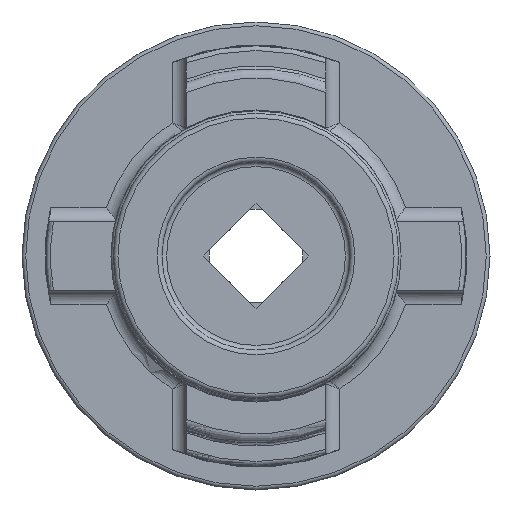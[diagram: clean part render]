
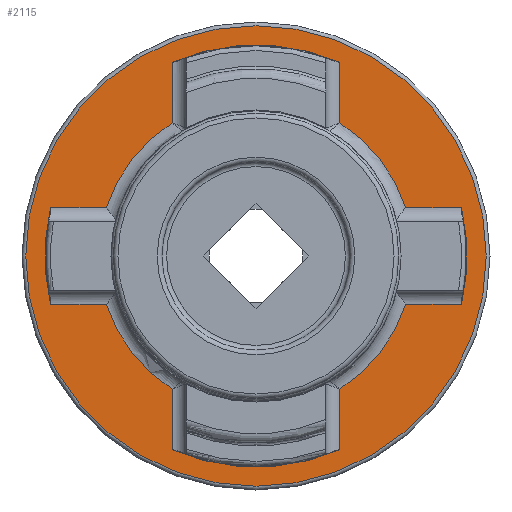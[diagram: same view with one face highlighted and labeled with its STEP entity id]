
A CAD part, left-side view. The second image highlights one B-rep face of the part: STEP entity #2115.
In plain terms, the highlighted planar face has unit normal (-1, 0, 0).
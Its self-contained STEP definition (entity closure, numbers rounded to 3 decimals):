
#18 = DIRECTION ( 'NONE',  ( 0., 0., -1. ) ) ;
#57 = DIRECTION ( 'NONE',  ( 1., 0., 0. ) ) ;
#59 = CARTESIAN_POINT ( 'NONE',  ( 34.5, 22.55, 5.175 ) ) ;
#63 = VECTOR ( 'NONE', #2080, 1000. ) ;
#66 = CIRCLE ( 'NONE', #2241, 22.55 ) ;
#76 = AXIS2_PLACEMENT_3D ( 'NONE', #2663, #1589, #18 ) ;
#103 = EDGE_CURVE ( 'NONE', #3426, #1045, #191, .T. ) ;
#106 = CARTESIAN_POINT ( 'NONE',  ( 34.5, 0., 0. ) ) ;
#154 = LINE ( 'NONE', #2177, #1253 ) ;
#166 = DIRECTION ( 'NONE',  ( 0., 0., 1. ) ) ;
#191 = LINE ( 'NONE', #241, #2906 ) ;
#194 = LINE ( 'NONE', #2939, #2213 ) ;
#198 = EDGE_CURVE ( 'NONE', #303, #303, #2872, .T. ) ;
#241 = CARTESIAN_POINT ( 'NONE',  ( 34.5, 8.95, 0. ) ) ;
#303 = VERTEX_POINT ( 'NONE', #1454 ) ;
#304 = CARTESIAN_POINT ( 'NONE',  ( 34.5, 21.948, 5.175 ) ) ;
#325 = CARTESIAN_POINT ( 'NONE',  ( 34.5, -8.95, -14.218 ) ) ;
#372 = DIRECTION ( 'NONE',  ( -1., 0., 0. ) ) ;
#420 = DIRECTION ( 'NONE',  ( -1., 0., 0. ) ) ;
#423 = CARTESIAN_POINT ( 'NONE',  ( 34.5, 0., 0. ) ) ;
#442 = LINE ( 'NONE', #3360, #2586 ) ;
#443 = EDGE_CURVE ( 'NONE', #2284, #2834, #442, .T. ) ;
#454 = VERTEX_POINT ( 'NONE', #1225 ) ;
#525 = DIRECTION ( 'NONE',  ( 0., 0., -1. ) ) ;
#551 = DIRECTION ( 'NONE',  ( -1., 0., 0. ) ) ;
#609 = DIRECTION ( 'NONE',  ( 0., 1., 0. ) ) ;
#619 = CIRCLE ( 'NONE', #2278, 16.8 ) ;
#626 = DIRECTION ( 'NONE',  ( 0., 0., -1. ) ) ;
#712 = PLANE ( 'NONE',  #800 ) ;
#751 = ORIENTED_EDGE ( 'NONE', *, *, #1536, .T. ) ;
#780 = EDGE_CURVE ( 'NONE', #2815, #3255, #1825, .T. ) ;
#784 = ORIENTED_EDGE ( 'NONE', *, *, #2255, .F. ) ;
#800 = AXIS2_PLACEMENT_3D ( 'NONE', #1791, #2367, #2486 ) ;
#815 = ORIENTED_EDGE ( 'NONE', *, *, #780, .T. ) ;
#819 = CARTESIAN_POINT ( 'NONE',  ( 34.5, 21.948, -5.175 ) ) ;
#876 = ORIENTED_EDGE ( 'NONE', *, *, #1837, .F. ) ;
#882 = DIRECTION ( 'NONE',  ( 0., 0., 1. ) ) ;
#885 = DIRECTION ( 'NONE',  ( 1., 0., 0. ) ) ;
#894 = CARTESIAN_POINT ( 'NONE',  ( 34.5, -14.852, -5.175 ) ) ;
#916 = CARTESIAN_POINT ( 'NONE',  ( 34.5, 0., 0. ) ) ;
#934 = ORIENTED_EDGE ( 'NONE', *, *, #103, .T. ) ;
#953 = VERTEX_POINT ( 'NONE', #2976 ) ;
#956 = CIRCLE ( 'NONE', #76, 16.8 ) ;
#970 = ORIENTED_EDGE ( 'NONE', *, *, #2908, .T. ) ;
#1012 = CARTESIAN_POINT ( 'NONE',  ( 34.5, 8.95, -20.698 ) ) ;
#1045 = VERTEX_POINT ( 'NONE', #2791 ) ;
#1069 = CIRCLE ( 'NONE', #1512, 16.8 ) ;
#1095 = ORIENTED_EDGE ( 'NONE', *, *, #1705, .F. ) ;
#1098 = DIRECTION ( 'NONE',  ( 0., 0., 1. ) ) ;
#1138 = CARTESIAN_POINT ( 'NONE',  ( 34.5, 0., 0. ) ) ;
#1161 = FACE_BOUND ( 'NONE', #1930, .T. ) ;
#1170 = EDGE_CURVE ( 'NONE', #953, #3426, #2403, .T. ) ;
#1174 = CARTESIAN_POINT ( 'NONE',  ( 34.5, -8.95, 13.364 ) ) ;
#1225 = CARTESIAN_POINT ( 'NONE',  ( 34.5, -8.95, 14.218 ) ) ;
#1229 = ORIENTED_EDGE ( 'NONE', *, *, #1636, .T. ) ;
#1239 = VERTEX_POINT ( 'NONE', #304 ) ;
#1253 = VECTOR ( 'NONE', #2191, 1000. ) ;
#1254 = AXIS2_PLACEMENT_3D ( 'NONE', #1899, #551, #1334 ) ;
#1334 = DIRECTION ( 'NONE',  ( 0., 0., 1. ) ) ;
#1418 = DIRECTION ( 'NONE',  ( -1., 0., 0. ) ) ;
#1421 = EDGE_LOOP ( 'NONE', ( #2114 ) ) ;
#1441 = DIRECTION ( 'NONE',  ( 0., 0., 1. ) ) ;
#1454 = CARTESIAN_POINT ( 'NONE',  ( 34.5, 0., 24.6 ) ) ;
#1512 = AXIS2_PLACEMENT_3D ( 'NONE', #1629, #2704, #525 ) ;
#1527 = VERTEX_POINT ( 'NONE', #2701 ) ;
#1536 = EDGE_CURVE ( 'NONE', #1239, #953, #2260, .T. ) ;
#1552 = AXIS2_PLACEMENT_3D ( 'NONE', #1654, #372, #1098 ) ;
#1589 = DIRECTION ( 'NONE',  ( 1., 0., 0. ) ) ;
#1591 = VERTEX_POINT ( 'NONE', #325 ) ;
#1609 = EDGE_CURVE ( 'NONE', #1991, #3272, #154, .T. ) ;
#1612 = DIRECTION ( 'NONE',  ( 0., -1., 0. ) ) ;
#1629 = CARTESIAN_POINT ( 'NONE',  ( 34.5, 0., 0. ) ) ;
#1636 = EDGE_CURVE ( 'NONE', #1984, #454, #2591, .T. ) ;
#1654 = CARTESIAN_POINT ( 'NONE',  ( 34.5, 0., 0. ) ) ;
#1675 = DIRECTION ( 'NONE',  ( 0., 0., -1. ) ) ;
#1681 = CARTESIAN_POINT ( 'NONE',  ( 34.5, -21.948, 5.175 ) ) ;
#1705 = EDGE_CURVE ( 'NONE', #1984, #1045, #66, .T. ) ;
#1709 = ORIENTED_EDGE ( 'NONE', *, *, #2013, .T. ) ;
#1711 = CARTESIAN_POINT ( 'NONE',  ( 34.5, 8.95, 14.218 ) ) ;
#1791 = CARTESIAN_POINT ( 'NONE',  ( 34.5, 22.55, 0. ) ) ;
#1794 = CARTESIAN_POINT ( 'NONE',  ( 34.5, -15.983, 5.175 ) ) ;
#1825 = LINE ( 'NONE', #894, #1959 ) ;
#1837 = EDGE_CURVE ( 'NONE', #2815, #2834, #2759, .T. ) ;
#1895 = ORIENTED_EDGE ( 'NONE', *, *, #3385, .T. ) ;
#1899 = CARTESIAN_POINT ( 'NONE',  ( 34.5, 0., 0. ) ) ;
#1911 = ORIENTED_EDGE ( 'NONE', *, *, #1609, .T. ) ;
#1930 = EDGE_LOOP ( 'NONE', ( #1095, #1229, #1895, #2736, #876, #815, #1709, #2779, #784, #2634, #970, #1911, #2490, #751, #2774, #934 ) ) ;
#1959 = VECTOR ( 'NONE', #609, 1000. ) ;
#1984 = VERTEX_POINT ( 'NONE', #2963 ) ;
#1991 = VERTEX_POINT ( 'NONE', #2384 ) ;
#1998 = CARTESIAN_POINT ( 'NONE',  ( 34.5, -21.948, -5.175 ) ) ;
#2010 = VECTOR ( 'NONE', #1675, 1000. ) ;
#2013 = EDGE_CURVE ( 'NONE', #3255, #1591, #956, .T. ) ;
#2058 = LINE ( 'NONE', #2613, #63 ) ;
#2080 = DIRECTION ( 'NONE',  ( 0., 0., -1. ) ) ;
#2114 = ORIENTED_EDGE ( 'NONE', *, *, #198, .T. ) ;
#2115 = ADVANCED_FACE ( 'NONE', ( #2664, #1161 ), #712, .F. ) ;
#2167 = VERTEX_POINT ( 'NONE', #3171 ) ;
#2177 = CARTESIAN_POINT ( 'NONE',  ( 34.5, 22.55, -5.175 ) ) ;
#2191 = DIRECTION ( 'NONE',  ( 0., 1., 0. ) ) ;
#2213 = VECTOR ( 'NONE', #3208, 1000. ) ;
#2241 = AXIS2_PLACEMENT_3D ( 'NONE', #106, #2483, #882 ) ;
#2255 = EDGE_CURVE ( 'NONE', #3035, #2167, #3294, .T. ) ;
#2260 = LINE ( 'NONE', #59, #2764 ) ;
#2278 = AXIS2_PLACEMENT_3D ( 'NONE', #423, #885, #3288 ) ;
#2282 = EDGE_CURVE ( 'NONE', #3035, #1527, #194, .T. ) ;
#2284 = VERTEX_POINT ( 'NONE', #1794 ) ;
#2293 = AXIS2_PLACEMENT_3D ( 'NONE', #1138, #1418, #1441 ) ;
#2367 = DIRECTION ( 'NONE',  ( 1., 0., 0. ) ) ;
#2384 = CARTESIAN_POINT ( 'NONE',  ( 34.5, 15.983, -5.175 ) ) ;
#2403 = CIRCLE ( 'NONE', #2651, 16.8 ) ;
#2483 = DIRECTION ( 'NONE',  ( -1., 0., 0. ) ) ;
#2486 = DIRECTION ( 'NONE',  ( 0., 0., -1. ) ) ;
#2490 = ORIENTED_EDGE ( 'NONE', *, *, #2790, .F. ) ;
#2586 = VECTOR ( 'NONE', #3103, 1000. ) ;
#2591 = LINE ( 'NONE', #1174, #2010 ) ;
#2613 = CARTESIAN_POINT ( 'NONE',  ( 34.5, -8.95, -21.284 ) ) ;
#2621 = DIRECTION ( 'NONE',  ( 0., 0., 1. ) ) ;
#2634 = ORIENTED_EDGE ( 'NONE', *, *, #2282, .T. ) ;
#2651 = AXIS2_PLACEMENT_3D ( 'NONE', #3306, #57, #626 ) ;
#2663 = CARTESIAN_POINT ( 'NONE',  ( 34.5, 0., 0. ) ) ;
#2664 = FACE_OUTER_BOUND ( 'NONE', #1421, .T. ) ;
#2701 = CARTESIAN_POINT ( 'NONE',  ( 34.5, 8.95, -14.218 ) ) ;
#2704 = DIRECTION ( 'NONE',  ( 1., 0., 0. ) ) ;
#2736 = ORIENTED_EDGE ( 'NONE', *, *, #443, .T. ) ;
#2759 = CIRCLE ( 'NONE', #1552, 22.55 ) ;
#2764 = VECTOR ( 'NONE', #1612, 1000. ) ;
#2774 = ORIENTED_EDGE ( 'NONE', *, *, #1170, .T. ) ;
#2779 = ORIENTED_EDGE ( 'NONE', *, *, #3031, .T. ) ;
#2790 = EDGE_CURVE ( 'NONE', #1239, #3272, #3407, .T. ) ;
#2791 = CARTESIAN_POINT ( 'NONE',  ( 34.5, 8.95, 20.698 ) ) ;
#2815 = VERTEX_POINT ( 'NONE', #1998 ) ;
#2834 = VERTEX_POINT ( 'NONE', #1681 ) ;
#2872 = CIRCLE ( 'NONE', #3351, 24.6 ) ;
#2906 = VECTOR ( 'NONE', #2621, 1000. ) ;
#2908 = EDGE_CURVE ( 'NONE', #1527, #1991, #1069, .T. ) ;
#2939 = CARTESIAN_POINT ( 'NONE',  ( 34.5, 8.95, 0. ) ) ;
#2963 = CARTESIAN_POINT ( 'NONE',  ( 34.5, -8.95, 20.698 ) ) ;
#2976 = CARTESIAN_POINT ( 'NONE',  ( 34.5, 15.983, 5.175 ) ) ;
#3031 = EDGE_CURVE ( 'NONE', #1591, #2167, #2058, .T. ) ;
#3035 = VERTEX_POINT ( 'NONE', #1012 ) ;
#3103 = DIRECTION ( 'NONE',  ( 0., -1., 0. ) ) ;
#3171 = CARTESIAN_POINT ( 'NONE',  ( 34.5, -8.95, -20.698 ) ) ;
#3199 = CARTESIAN_POINT ( 'NONE',  ( 34.5, -15.983, -5.175 ) ) ;
#3208 = DIRECTION ( 'NONE',  ( 0., 0., 1. ) ) ;
#3255 = VERTEX_POINT ( 'NONE', #3199 ) ;
#3272 = VERTEX_POINT ( 'NONE', #819 ) ;
#3288 = DIRECTION ( 'NONE',  ( 0., 0., -1. ) ) ;
#3294 = CIRCLE ( 'NONE', #1254, 22.55 ) ;
#3306 = CARTESIAN_POINT ( 'NONE',  ( 34.5, 0., 0. ) ) ;
#3351 = AXIS2_PLACEMENT_3D ( 'NONE', #916, #420, #166 ) ;
#3360 = CARTESIAN_POINT ( 'NONE',  ( 34.5, -22.249, 5.175 ) ) ;
#3385 = EDGE_CURVE ( 'NONE', #454, #2284, #619, .T. ) ;
#3407 = CIRCLE ( 'NONE', #2293, 22.55 ) ;
#3426 = VERTEX_POINT ( 'NONE', #1711 ) ;
